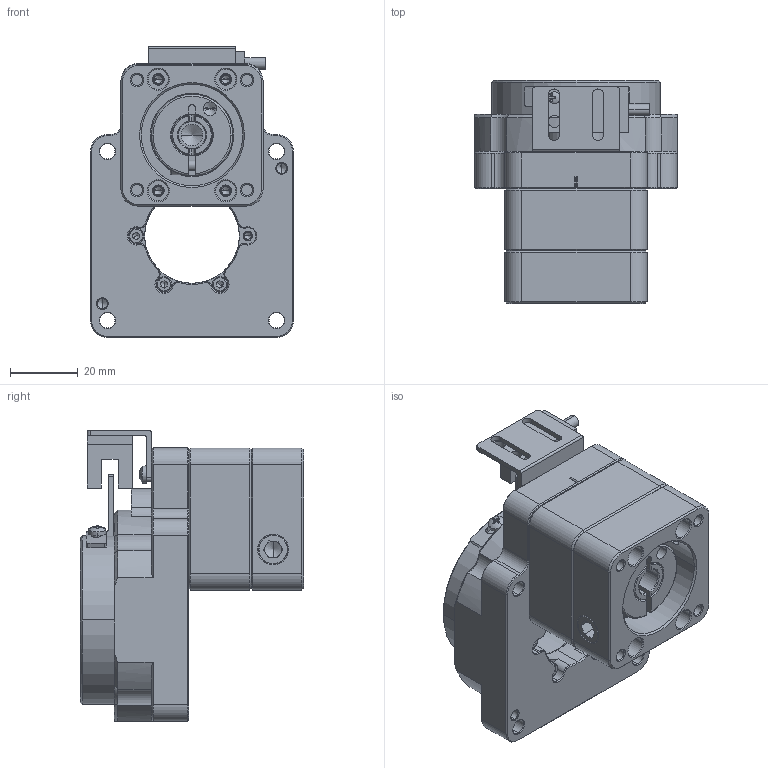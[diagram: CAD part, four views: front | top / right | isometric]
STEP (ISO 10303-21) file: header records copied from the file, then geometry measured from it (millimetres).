
FILE_DESCRIPTION (( 'STEP AP203' ), '1' );
FILE_NAME ('GN60-10-SC-V2.step', '2022-05-21T07:42:04', ( 'Microsoft' ), ( 'Microsoft' ), 'SwSTEP 2.0', 'SolidWorks 2019', '' );
FILE_SCHEMA (( 'CONFIG_CONTROL_DESIGN' ));
Length unit declared in the file: millimetre
Products named in the file (2): GN60-10-SC-V2
Bounding box: 60 x 66 x 86 mm (x, y, z)
Volume: 118408.3 mm3; surface area: 59361.7 mm2
Topology: 24 solids, 24 shells, 1147 faces, 2726 edges, 1621 vertices
Faces by surface type: cylinder 383, cone 363, plane 361, torus 28, sphere 8, bspline 4
Entity records: 35266 total; most frequent: CARTESIAN_POINT 8315, DIRECTION 6025, ORIENTED_EDGE 5296, EDGE_CURVE 2648, AXIS2_PLACEMENT_3D 2375, VERTEX_POINT 1621, EDGE_LOOP 1303, VECTOR 1275
